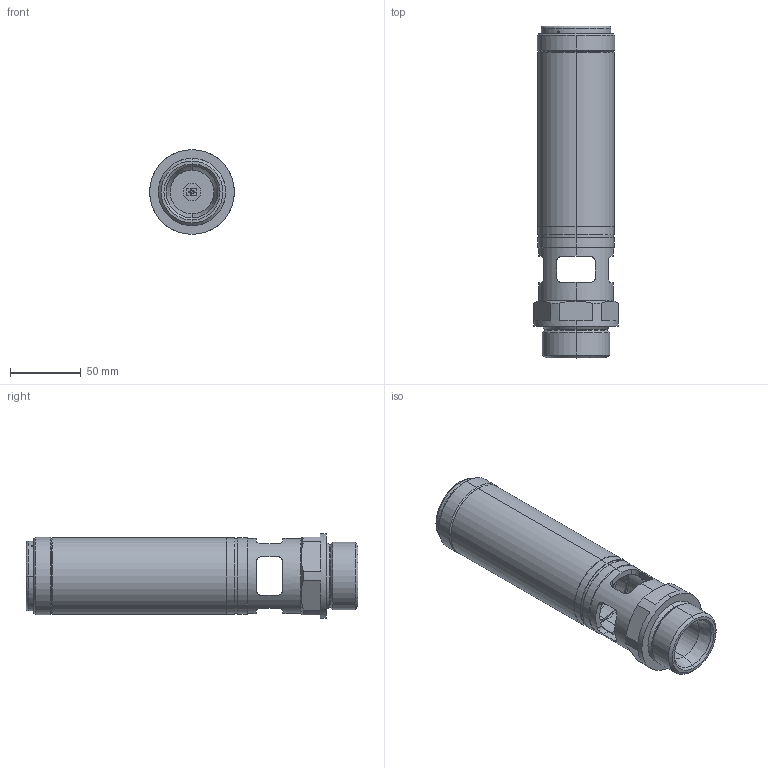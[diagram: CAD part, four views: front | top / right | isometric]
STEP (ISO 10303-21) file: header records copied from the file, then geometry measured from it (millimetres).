
FILE_DESCRIPTION (( 'STEP AP214' ), '1' );
FILE_NAME ('812 1 1-2 Dummy.STEP', '2010-07-08T08:56:52', ( '' ), ( '' ), 'SwSTEP 2.0', 'SolidWorks 2010', '' );
FILE_SCHEMA (( 'AUTOMOTIVE_DESIGN' ));
Length unit declared in the file: millimetre
Products named in the file (1): 812 1 1-2 Dummy
Bounding box: 60 x 235.3 x 60 mm (x, y, z)
Volume: 197275.4 mm3; surface area: 89653.9 mm2
Topology: 4 solids, 4 shells, 256 faces, 614 edges, 390 vertices
Faces by surface type: cylinder 88, plane 80, cone 48, torus 16, sphere 12, bspline 12
Entity records: 11505 total; most frequent: CARTESIAN_POINT 2593, DIRECTION 1308, ORIENTED_EDGE 1228, EDGE_CURVE 614, AXIS2_PLACEMENT_3D 531, VERTEX_POINT 390, EDGE_LOOP 294, CIRCLE 286
